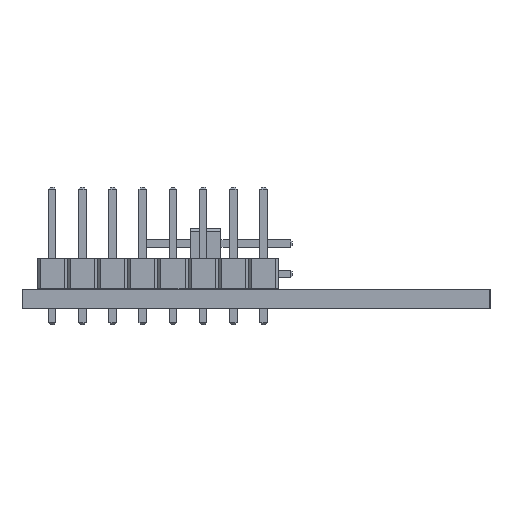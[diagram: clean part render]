
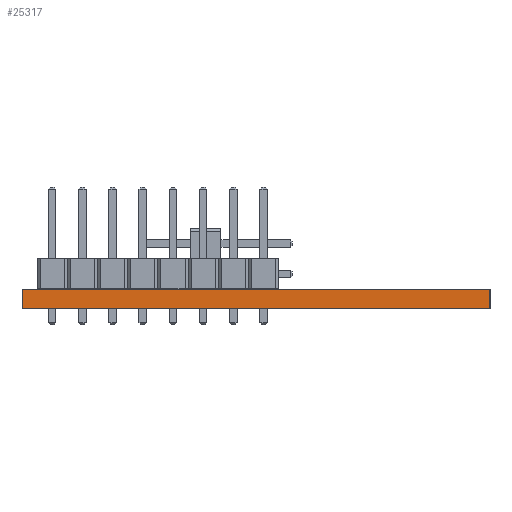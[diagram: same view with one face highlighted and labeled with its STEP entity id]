
A CAD part, left-side view. The second image highlights one B-rep face of the part: STEP entity #25317.
In plain terms, the highlighted planar face has unit normal (-1, 0, 0).
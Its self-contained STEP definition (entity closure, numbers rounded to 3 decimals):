
#25201 = EDGE_CURVE('',#25202,#25204,#25206,.T.);
#25202 = VERTEX_POINT('',#25203);
#25203 = CARTESIAN_POINT('',(35.56,-27.94,0.));
#25204 = VERTEX_POINT('',#25205);
#25205 = CARTESIAN_POINT('',(35.56,-27.94,1.6));
#25206 = SURFACE_CURVE('',#25207,(#25211,#25223),.PCURVE_S1.);
#25207 = LINE('',#25208,#25209);
#25208 = CARTESIAN_POINT('',(35.56,-27.94,0.));
#25209 = VECTOR('',#25210,1.);
#25210 = DIRECTION('',(0.,0.,1.));
#25211 = PCURVE('',#25212,#25217);
#25212 = PLANE('',#25213);
#25213 = AXIS2_PLACEMENT_3D('',#25214,#25215,#25216);
#25214 = CARTESIAN_POINT('',(35.56,-27.94,0.));
#25215 = DIRECTION('',(0.,1.,0.));
#25216 = DIRECTION('',(1.,0.,0.));
#25217 = DEFINITIONAL_REPRESENTATION('',(#25218),#25222);
#25218 = LINE('',#25219,#25220);
#25219 = CARTESIAN_POINT('',(0.,0.));
#25220 = VECTOR('',#25221,1.);
#25221 = DIRECTION('',(0.,-1.));
#25222 = ( GEOMETRIC_REPRESENTATION_CONTEXT(2) 
PARAMETRIC_REPRESENTATION_CONTEXT() REPRESENTATION_CONTEXT('2D SPACE',''
  ) );
#25223 = PCURVE('',#25224,#25229);
#25224 = PLANE('',#25225);
#25225 = AXIS2_PLACEMENT_3D('',#25226,#25227,#25228);
#25226 = CARTESIAN_POINT('',(35.56,-67.31,0.));
#25227 = DIRECTION('',(-1.,0.,0.));
#25228 = DIRECTION('',(0.,1.,0.));
#25229 = DEFINITIONAL_REPRESENTATION('',(#25230),#25234);
#25230 = LINE('',#25231,#25232);
#25231 = CARTESIAN_POINT('',(39.37,0.));
#25232 = VECTOR('',#25233,1.);
#25233 = DIRECTION('',(0.,-1.));
#25234 = ( GEOMETRIC_REPRESENTATION_CONTEXT(2) 
PARAMETRIC_REPRESENTATION_CONTEXT() REPRESENTATION_CONTEXT('2D SPACE',''
  ) );
#25252 = PLANE('',#25253);
#25253 = AXIS2_PLACEMENT_3D('',#25254,#25255,#25256);
#25254 = CARTESIAN_POINT('',(53.975,-47.625,1.6));
#25255 = DIRECTION('',(-0.,-0.,-1.));
#25256 = DIRECTION('',(-1.,0.,0.));
#25306 = PLANE('',#25307);
#25307 = AXIS2_PLACEMENT_3D('',#25308,#25309,#25310);
#25308 = CARTESIAN_POINT('',(53.975,-47.625,0.));
#25309 = DIRECTION('',(-0.,-0.,-1.));
#25310 = DIRECTION('',(-1.,0.,0.));
#25317 = ADVANCED_FACE('',(#25318),#25224,.T.);
#25318 = FACE_BOUND('',#25319,.T.);
#25319 = EDGE_LOOP('',(#25320,#25350,#25371,#25372));
#25320 = ORIENTED_EDGE('',*,*,#25321,.T.);
#25321 = EDGE_CURVE('',#25322,#25324,#25326,.T.);
#25322 = VERTEX_POINT('',#25323);
#25323 = CARTESIAN_POINT('',(35.56,-67.31,0.));
#25324 = VERTEX_POINT('',#25325);
#25325 = CARTESIAN_POINT('',(35.56,-67.31,1.6));
#25326 = SURFACE_CURVE('',#25327,(#25331,#25338),.PCURVE_S1.);
#25327 = LINE('',#25328,#25329);
#25328 = CARTESIAN_POINT('',(35.56,-67.31,0.));
#25329 = VECTOR('',#25330,1.);
#25330 = DIRECTION('',(0.,0.,1.));
#25331 = PCURVE('',#25224,#25332);
#25332 = DEFINITIONAL_REPRESENTATION('',(#25333),#25337);
#25333 = LINE('',#25334,#25335);
#25334 = CARTESIAN_POINT('',(0.,0.));
#25335 = VECTOR('',#25336,1.);
#25336 = DIRECTION('',(0.,-1.));
#25337 = ( GEOMETRIC_REPRESENTATION_CONTEXT(2) 
PARAMETRIC_REPRESENTATION_CONTEXT() REPRESENTATION_CONTEXT('2D SPACE',''
  ) );
#25338 = PCURVE('',#25339,#25344);
#25339 = PLANE('',#25340);
#25340 = AXIS2_PLACEMENT_3D('',#25341,#25342,#25343);
#25341 = CARTESIAN_POINT('',(72.39,-67.31,0.));
#25342 = DIRECTION('',(0.,-1.,0.));
#25343 = DIRECTION('',(-1.,0.,0.));
#25344 = DEFINITIONAL_REPRESENTATION('',(#25345),#25349);
#25345 = LINE('',#25346,#25347);
#25346 = CARTESIAN_POINT('',(36.83,0.));
#25347 = VECTOR('',#25348,1.);
#25348 = DIRECTION('',(0.,-1.));
#25349 = ( GEOMETRIC_REPRESENTATION_CONTEXT(2) 
PARAMETRIC_REPRESENTATION_CONTEXT() REPRESENTATION_CONTEXT('2D SPACE',''
  ) );
#25350 = ORIENTED_EDGE('',*,*,#25351,.T.);
#25351 = EDGE_CURVE('',#25324,#25204,#25352,.T.);
#25352 = SURFACE_CURVE('',#25353,(#25357,#25364),.PCURVE_S1.);
#25353 = LINE('',#25354,#25355);
#25354 = CARTESIAN_POINT('',(35.56,-67.31,1.6));
#25355 = VECTOR('',#25356,1.);
#25356 = DIRECTION('',(0.,1.,0.));
#25357 = PCURVE('',#25224,#25358);
#25358 = DEFINITIONAL_REPRESENTATION('',(#25359),#25363);
#25359 = LINE('',#25360,#25361);
#25360 = CARTESIAN_POINT('',(0.,-1.6));
#25361 = VECTOR('',#25362,1.);
#25362 = DIRECTION('',(1.,0.));
#25363 = ( GEOMETRIC_REPRESENTATION_CONTEXT(2) 
PARAMETRIC_REPRESENTATION_CONTEXT() REPRESENTATION_CONTEXT('2D SPACE',''
  ) );
#25364 = PCURVE('',#25252,#25365);
#25365 = DEFINITIONAL_REPRESENTATION('',(#25366),#25370);
#25366 = LINE('',#25367,#25368);
#25367 = CARTESIAN_POINT('',(18.415,-19.685));
#25368 = VECTOR('',#25369,1.);
#25369 = DIRECTION('',(0.,1.));
#25370 = ( GEOMETRIC_REPRESENTATION_CONTEXT(2) 
PARAMETRIC_REPRESENTATION_CONTEXT() REPRESENTATION_CONTEXT('2D SPACE',''
  ) );
#25371 = ORIENTED_EDGE('',*,*,#25201,.F.);
#25372 = ORIENTED_EDGE('',*,*,#25373,.F.);
#25373 = EDGE_CURVE('',#25322,#25202,#25374,.T.);
#25374 = SURFACE_CURVE('',#25375,(#25379,#25386),.PCURVE_S1.);
#25375 = LINE('',#25376,#25377);
#25376 = CARTESIAN_POINT('',(35.56,-67.31,0.));
#25377 = VECTOR('',#25378,1.);
#25378 = DIRECTION('',(0.,1.,0.));
#25379 = PCURVE('',#25224,#25380);
#25380 = DEFINITIONAL_REPRESENTATION('',(#25381),#25385);
#25381 = LINE('',#25382,#25383);
#25382 = CARTESIAN_POINT('',(0.,0.));
#25383 = VECTOR('',#25384,1.);
#25384 = DIRECTION('',(1.,0.));
#25385 = ( GEOMETRIC_REPRESENTATION_CONTEXT(2) 
PARAMETRIC_REPRESENTATION_CONTEXT() REPRESENTATION_CONTEXT('2D SPACE',''
  ) );
#25386 = PCURVE('',#25306,#25387);
#25387 = DEFINITIONAL_REPRESENTATION('',(#25388),#25392);
#25388 = LINE('',#25389,#25390);
#25389 = CARTESIAN_POINT('',(18.415,-19.685));
#25390 = VECTOR('',#25391,1.);
#25391 = DIRECTION('',(0.,1.));
#25392 = ( GEOMETRIC_REPRESENTATION_CONTEXT(2) 
PARAMETRIC_REPRESENTATION_CONTEXT() REPRESENTATION_CONTEXT('2D SPACE',''
  ) );
